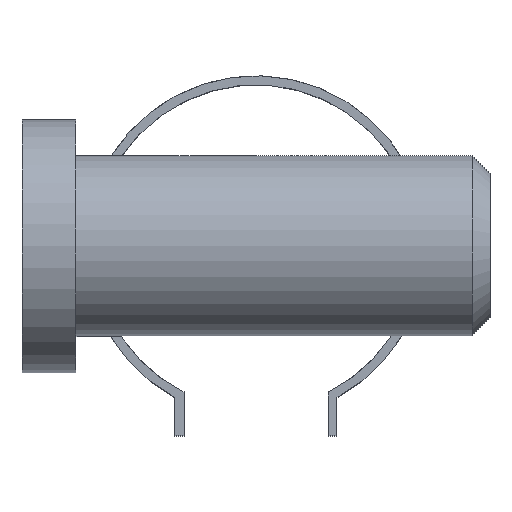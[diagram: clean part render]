
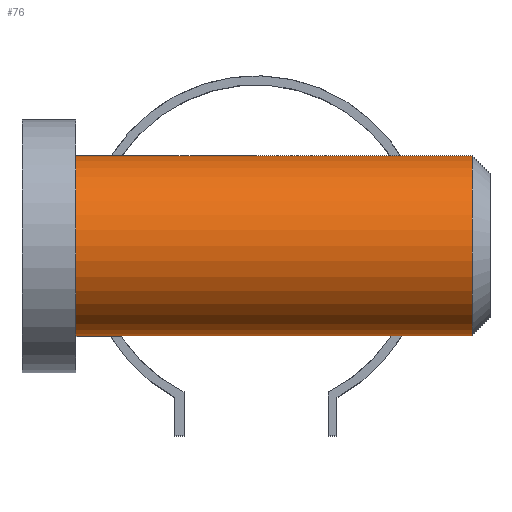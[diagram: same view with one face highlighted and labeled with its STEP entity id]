
A CAD part, top view. The second image highlights one B-rep face of the part: STEP entity #76.
In plain terms, the highlighted cylindrical face has radius 5 mm (diameter 10 mm), a full revolution.
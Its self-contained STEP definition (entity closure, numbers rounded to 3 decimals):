
#76 = ADVANCED_FACE( '', ( #107, #108 ), #109, .T. );
#107 = FACE_OUTER_BOUND( '', #168, .T. );
#108 = FACE_OUTER_BOUND( '', #169, .T. );
#109 = CYLINDRICAL_SURFACE( '', #170, 5. );
#168 = EDGE_LOOP( '', ( #234 ) );
#169 = EDGE_LOOP( '', ( #235 ) );
#170 = AXIS2_PLACEMENT_3D( '', #236, #237, #238 );
#234 = ORIENTED_EDGE( '', *, *, #460, .F. );
#235 = ORIENTED_EDGE( '', *, *, #461, .T. );
#236 = CARTESIAN_POINT( '', ( 13., 0., 29. ) );
#237 = DIRECTION( '', ( -1., 0., 0. ) );
#238 = DIRECTION( '', ( 0., 0., -1. ) );
#460 = EDGE_CURVE( '', #535, #535, #536, .T. );
#461 = EDGE_CURVE( '', #537, #537, #538, .F. );
#535 = VERTEX_POINT( '', #655 );
#536 = CIRCLE( '', #656, 5. );
#537 = VERTEX_POINT( '', #657 );
#538 = CIRCLE( '', #658, 5. );
#655 = CARTESIAN_POINT( '', ( 12., 0., 24. ) );
#656 = AXIS2_PLACEMENT_3D( '', #827, #828, #829 );
#657 = CARTESIAN_POINT( '', ( -10., 0., 34. ) );
#658 = AXIS2_PLACEMENT_3D( '', #830, #831, #832 );
#827 = CARTESIAN_POINT( '', ( 12., 0., 29. ) );
#828 = DIRECTION( '', ( 1., 0., 0. ) );
#829 = DIRECTION( '', ( 0., 0., -1. ) );
#830 = CARTESIAN_POINT( '', ( -10., 0., 29. ) );
#831 = DIRECTION( '', ( -1., 0., 0. ) );
#832 = DIRECTION( '', ( 0., 0., 1. ) );
